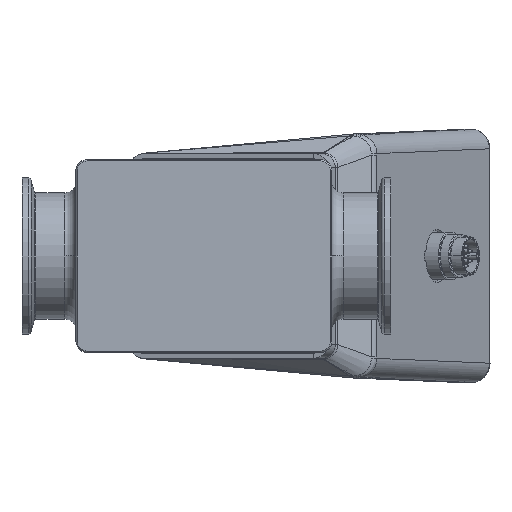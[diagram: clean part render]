
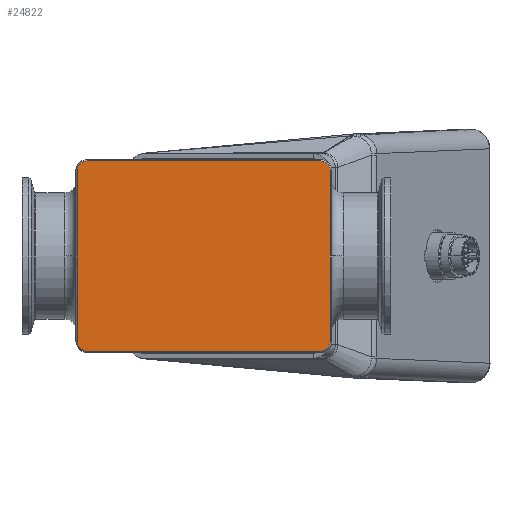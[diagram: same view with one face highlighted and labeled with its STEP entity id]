
A CAD part, front view. The second image highlights one B-rep face of the part: STEP entity #24822.
In plain terms, the highlighted planar face has unit normal (0, -1, 0).
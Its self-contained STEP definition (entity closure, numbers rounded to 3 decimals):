
#1030 = CARTESIAN_POINT ( 'NONE',  ( -42., -29.503, -30. ) ) ;
#2075 = CARTESIAN_POINT ( 'NONE',  ( 43.696, -29.503, -30. ) ) ;
#3235 = VECTOR ( 'NONE', #44362, 1000. ) ;
#4948 = EDGE_CURVE ( 'NONE', #91587, #88313, #95477, .T. ) ;
#8687 = CARTESIAN_POINT ( 'NONE',  ( 40.196, -29.503, 33.5 ) ) ;
#9130 = CARTESIAN_POINT ( 'NONE',  ( -45.5, -29.503, 34. ) ) ;
#10606 = EDGE_CURVE ( 'NONE', #51192, #17787, #88278, .T. ) ;
#10710 = PLANE ( 'NONE',  #87346 ) ;
#11229 = DIRECTION ( 'NONE',  ( 0., 0., 1. ) ) ;
#11601 = CARTESIAN_POINT ( 'NONE',  ( -45.5, -29.503, -30. ) ) ;
#12471 = CARTESIAN_POINT ( 'NONE',  ( -45.5, -29.503, 30. ) ) ;
#16001 = AXIS2_PLACEMENT_3D ( 'NONE', #114046, #113475, #43548 ) ;
#16175 = LINE ( 'NONE', #34052, #41573 ) ;
#17787 = VERTEX_POINT ( 'NONE', #11601 ) ;
#21766 = VERTEX_POINT ( 'NONE', #2075 ) ;
#22922 = VECTOR ( 'NONE', #94778, 1000. ) ;
#23526 = AXIS2_PLACEMENT_3D ( 'NONE', #99043, #55127, #11229 ) ;
#24429 = ORIENTED_EDGE ( 'NONE', *, *, #64900, .T. ) ;
#24822 = ADVANCED_FACE ( 'NONE', ( #37821 ), #10710, .F. ) ;
#27012 = DIRECTION ( 'NONE',  ( 0., -1., 0. ) ) ;
#27235 = CARTESIAN_POINT ( 'NONE',  ( 43.696, -29.503, 34. ) ) ;
#27455 = DIRECTION ( 'NONE',  ( 0., 0., 1. ) ) ;
#34052 = CARTESIAN_POINT ( 'NONE',  ( 40.196, -29.503, -33.5 ) ) ;
#35180 = AXIS2_PLACEMENT_3D ( 'NONE', #56324, #91581, #27455 ) ;
#35688 = EDGE_CURVE ( 'NONE', #88313, #88843, #60087, .T. ) ;
#35921 = ORIENTED_EDGE ( 'NONE', *, *, #63161, .T. ) ;
#36692 = DIRECTION ( 'NONE',  ( 0., 1., 0. ) ) ;
#37821 = FACE_OUTER_BOUND ( 'NONE', #75271, .T. ) ;
#41573 = VECTOR ( 'NONE', #97016, 1000. ) ;
#42629 = CIRCLE ( 'NONE', #35180, 3.5 ) ;
#43548 = DIRECTION ( 'NONE',  ( 0., 0., 1. ) ) ;
#44362 = DIRECTION ( 'NONE',  ( 0., 0., -1. ) ) ;
#45468 = CARTESIAN_POINT ( 'NONE',  ( 43.696, -29.503, 30. ) ) ;
#45940 = DIRECTION ( 'NONE',  ( 0., 0., 1. ) ) ;
#47312 = CIRCLE ( 'NONE', #16001, 3.5 ) ;
#49274 = ORIENTED_EDGE ( 'NONE', *, *, #4948, .T. ) ;
#49644 = VERTEX_POINT ( 'NONE', #78615 ) ;
#51192 = VERTEX_POINT ( 'NONE', #12471 ) ;
#51982 = CARTESIAN_POINT ( 'NONE',  ( -46., -29.503, 33.5 ) ) ;
#55127 = DIRECTION ( 'NONE',  ( 0., -1., 0. ) ) ;
#56324 = CARTESIAN_POINT ( 'NONE',  ( -42., -29.503, 30. ) ) ;
#57243 = CIRCLE ( 'NONE', #85105, 3.5 ) ;
#60087 = LINE ( 'NONE', #51982, #22922 ) ;
#60289 = CARTESIAN_POINT ( 'NONE',  ( -42., -29.503, 33.5 ) ) ;
#62473 = ORIENTED_EDGE ( 'NONE', *, *, #111957, .T. ) ;
#62510 = DIRECTION ( 'NONE',  ( 0., 0., 1. ) ) ;
#63161 = EDGE_CURVE ( 'NONE', #17787, #114218, #57243, .T. ) ;
#64900 = EDGE_CURVE ( 'NONE', #88843, #51192, #42629, .T. ) ;
#73065 = ORIENTED_EDGE ( 'NONE', *, *, #10606, .T. ) ;
#75271 = EDGE_LOOP ( 'NONE', ( #101866, #24429, #73065, #35921, #104667, #75506, #62473, #49274 ) ) ;
#75506 = ORIENTED_EDGE ( 'NONE', *, *, #110245, .T. ) ;
#78615 = CARTESIAN_POINT ( 'NONE',  ( 40.196, -29.503, -33.5 ) ) ;
#78817 = VECTOR ( 'NONE', #62510, 1000. ) ;
#85105 = AXIS2_PLACEMENT_3D ( 'NONE', #1030, #27012, #106786 ) ;
#87346 = AXIS2_PLACEMENT_3D ( 'NONE', #100243, #36692, #45940 ) ;
#88278 = LINE ( 'NONE', #9130, #3235 ) ;
#88313 = VERTEX_POINT ( 'NONE', #8687 ) ;
#88843 = VERTEX_POINT ( 'NONE', #60289 ) ;
#91581 = DIRECTION ( 'NONE',  ( 0., -1., 0. ) ) ;
#91587 = VERTEX_POINT ( 'NONE', #45468 ) ;
#94778 = DIRECTION ( 'NONE',  ( -1., 0., 0. ) ) ;
#95477 = CIRCLE ( 'NONE', #23526, 3.5 ) ;
#97016 = DIRECTION ( 'NONE',  ( 1., 0., 0. ) ) ;
#97179 = LINE ( 'NONE', #27235, #78817 ) ;
#99043 = CARTESIAN_POINT ( 'NONE',  ( 40.196, -29.503, 30. ) ) ;
#100243 = CARTESIAN_POINT ( 'NONE',  ( -46., -29.503, 34. ) ) ;
#101866 = ORIENTED_EDGE ( 'NONE', *, *, #35688, .T. ) ;
#104667 = ORIENTED_EDGE ( 'NONE', *, *, #108013, .T. ) ;
#106786 = DIRECTION ( 'NONE',  ( 0., 0., 1. ) ) ;
#108013 = EDGE_CURVE ( 'NONE', #114218, #49644, #16175, .T. ) ;
#110245 = EDGE_CURVE ( 'NONE', #49644, #21766, #47312, .T. ) ;
#111957 = EDGE_CURVE ( 'NONE', #21766, #91587, #97179, .T. ) ;
#113155 = CARTESIAN_POINT ( 'NONE',  ( -42., -29.503, -33.5 ) ) ;
#113475 = DIRECTION ( 'NONE',  ( 0., -1., 0. ) ) ;
#114046 = CARTESIAN_POINT ( 'NONE',  ( 40.196, -29.503, -30. ) ) ;
#114218 = VERTEX_POINT ( 'NONE', #113155 ) ;
